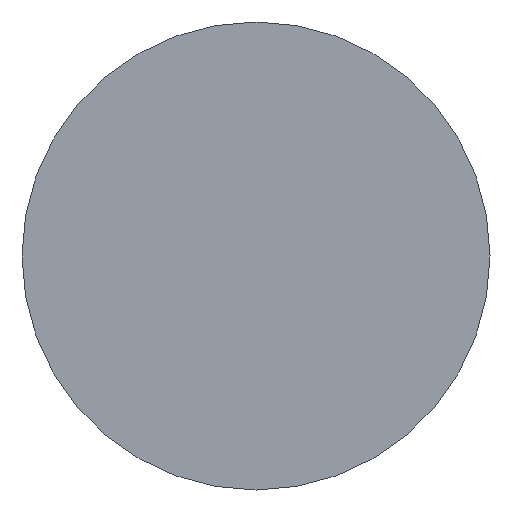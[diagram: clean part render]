
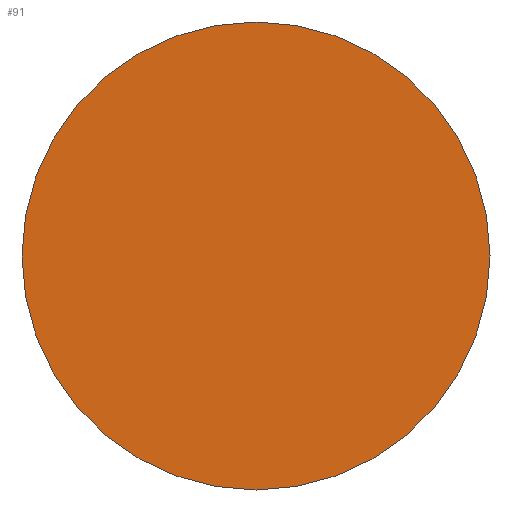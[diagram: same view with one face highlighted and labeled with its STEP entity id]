
A CAD part, front view. The second image highlights one B-rep face of the part: STEP entity #91.
In plain terms, the highlighted planar face has unit normal (0, -1, 0).
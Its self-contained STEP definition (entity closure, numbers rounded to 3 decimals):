
#20=PLANE('',#118);
#27=FACE_OUTER_BOUND('',#36,.T.);
#36=EDGE_LOOP('',(#81));
#48=CIRCLE('',#116,8.25);
#54=VERTEX_POINT('',#168);
#63=EDGE_CURVE('',#54,#54,#48,.T.);
#81=ORIENTED_EDGE('',*,*,#63,.F.);
#91=ADVANCED_FACE('',(#27),#20,.F.);
#116=AXIS2_PLACEMENT_3D('',#170,#144,#145);
#118=AXIS2_PLACEMENT_3D('',#172,#148,#149);
#144=DIRECTION('center_axis',(0.,1.,0.));
#145=DIRECTION('ref_axis',(1.,0.,0.));
#148=DIRECTION('center_axis',(0.,1.,0.));
#149=DIRECTION('ref_axis',(1.,0.,0.));
#168=CARTESIAN_POINT('',(-8.25,0.,0.));
#170=CARTESIAN_POINT('Origin',(0.,0.,0.));
#172=CARTESIAN_POINT('Origin',(0.,0.,0.));
